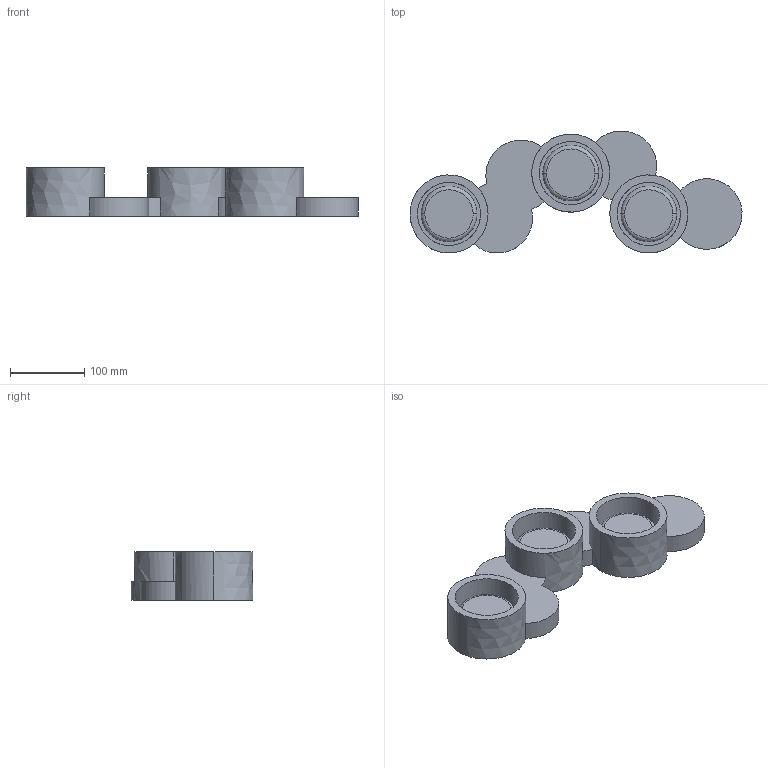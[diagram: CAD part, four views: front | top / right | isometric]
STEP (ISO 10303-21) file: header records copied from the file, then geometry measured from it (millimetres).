
FILE_DESCRIPTION(/* description */ (''),/* implementation_level */ '2;1');
FILE_NAME(/* name */ 'T262_C~1',/* time_stamp */ '2020-02-25T17:52:44+01:00',/* author */ (''),/* organization */ (''),/* preprocessor_version */ 'ST-DEVELOPER v15',/* originating_system */ '',/* authorisation */ '');
FILE_SCHEMA (('AUTOMOTIVE_DESIGN'));
Length unit declared in the file: centimetre
Products named in the file (1): Document
Bounding box: 446.91 x 164.15 x 65 mm (x, y, z)
Volume: 1746611.4 mm3; surface area: 240978.9 mm2
Topology: 4 solids, 4 shells, 55 faces, 113 edges, 72 vertices
Faces by surface type: bspline 31, plane 24
Entity records: 1742 total; most frequent: CARTESIAN_POINT 1020, ORIENTED_EDGE 226, EDGE_CURVE 113, VERTEX_POINT 72, EDGE_LOOP 61, ADVANCED_FACE 55, FACE_OUTER_BOUND 55, DIRECTION 28
